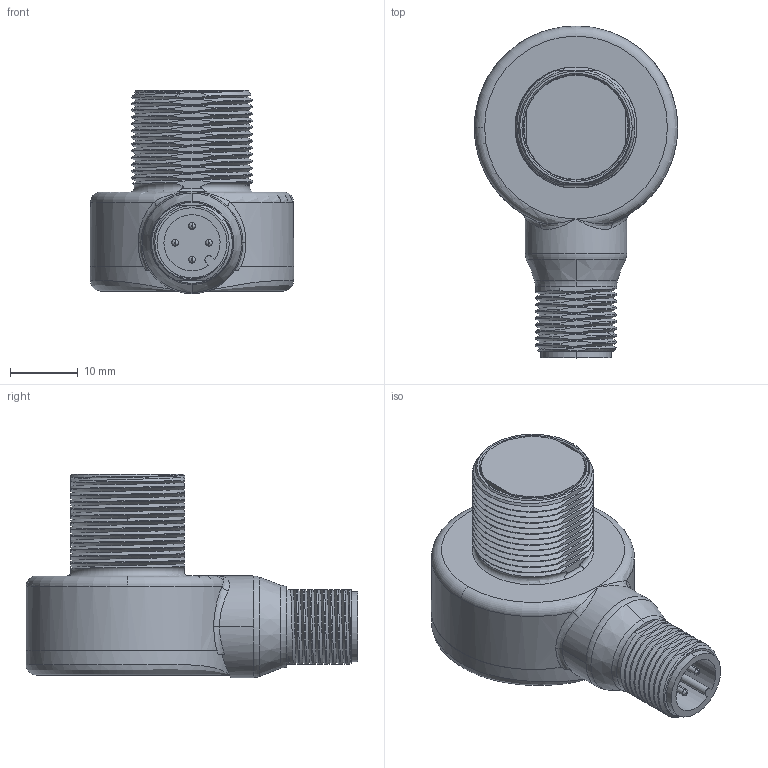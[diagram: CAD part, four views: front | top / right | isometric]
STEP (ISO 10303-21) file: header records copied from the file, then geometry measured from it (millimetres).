
FILE_DESCRIPTION((''),'2;1');
FILE_NAME('152784_SM01_ASM','2025-08-21T16:26:28',('banengservice'),('BANNER ENGINEERING'),'CREO PARAMETRIC BY PTC INC, 2022414','CREO PARAMETRIC BY PTC INC, 2022414','');
FILE_SCHEMA(('CONFIG_CONTROL_DESIGN'));
Length unit declared in the file: millimetre
Products named in the file (2): 152784_EP01; 152784_SM01_ASM
Assembly tree (1 placements, depth 2):
  152784_SM01_ASM
    152784_EP01
Bounding box: 30.02 x 49.01 x 30 mm (x, y, z)
Volume: 15713 mm3; surface area: 6330.2 mm2
Topology: 1 solids, 1 shells, 231 faces, 605 edges, 389 vertices
Faces by surface type: cylinder 86, plane 84, bspline 36, cone 13, torus 10, sphere 2
Entity records: 20670 total; most frequent: CARTESIAN_POINT 15437, ORIENTED_EDGE 1206, DIRECTION 890, EDGE_CURVE 603, VERTEX_POINT 389, AXIS2_PLACEMENT_3D 347, B_SPLINE_CURVE_WITH_KNOTS 258, EDGE_LOOP 246
